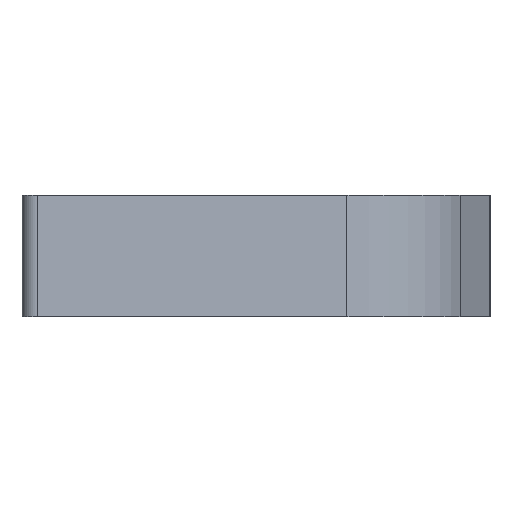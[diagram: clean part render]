
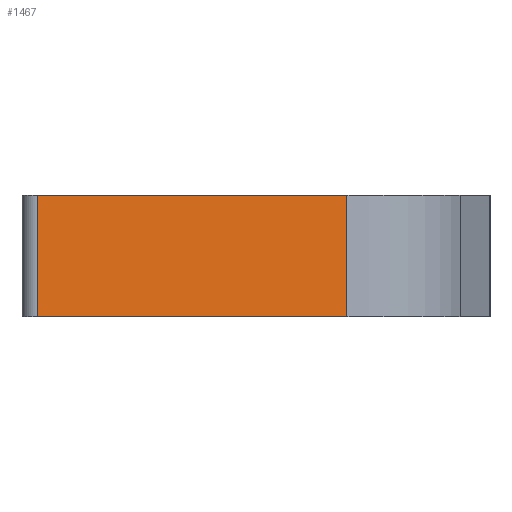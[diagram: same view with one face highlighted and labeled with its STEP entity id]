
A CAD part, front view. The second image highlights one B-rep face of the part: STEP entity #1467.
In plain terms, the highlighted planar face has unit normal (0.145, -0.989, 0).
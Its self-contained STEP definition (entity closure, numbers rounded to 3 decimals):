
#79 = FACE_OUTER_BOUND ( 'NONE', #3159, .T. ) ;
#393 = CARTESIAN_POINT ( 'NONE',  ( 86.92, 11.504, 17.5 ) ) ;
#820 = ORIENTED_EDGE ( 'NONE', *, *, #3372, .T. ) ;
#1243 = VECTOR ( 'NONE', #8215, 1000. ) ;
#1386 = CARTESIAN_POINT ( 'NONE',  ( 0.182, -1.239, 17.5 ) ) ;
#1460 = ORIENTED_EDGE ( 'NONE', *, *, #2497, .F. ) ;
#1467 = ADVANCED_FACE ( 'NONE', ( #79 ), #2978, .T. ) ;
#1542 = DIRECTION ( 'NONE',  ( 0.989, 0.145, 0. ) ) ;
#1572 = CARTESIAN_POINT ( 'NONE',  ( 86.92, 11.504, 17.5 ) ) ;
#2041 = CARTESIAN_POINT ( 'NONE',  ( 86.92, 11.504, 0. ) ) ;
#2124 = CARTESIAN_POINT ( 'NONE',  ( 42.31, 4.95, 17.5 ) ) ;
#2497 = EDGE_CURVE ( 'NONE', #2939, #7166, #8932, .T. ) ;
#2572 = EDGE_CURVE ( 'NONE', #7721, #5750, #5290, .T. ) ;
#2643 = ORIENTED_EDGE ( 'NONE', *, *, #2572, .T. ) ;
#2939 = VERTEX_POINT ( 'NONE', #393 ) ;
#2978 = PLANE ( 'NONE',  #5796 ) ;
#3159 = EDGE_LOOP ( 'NONE', ( #820, #2643, #8301, #1460 ) ) ;
#3372 = EDGE_CURVE ( 'NONE', #2939, #7721, #8691, .T. ) ;
#3670 = VECTOR ( 'NONE', #6048, 1000. ) ;
#3831 = VECTOR ( 'NONE', #9374, 1000. ) ;
#4328 = DIRECTION ( 'NONE',  ( -0.989, -0.145, 0. ) ) ;
#4446 = CARTESIAN_POINT ( 'NONE',  ( 0.182, -1.239, 17.5 ) ) ;
#4622 = CARTESIAN_POINT ( 'NONE',  ( 42.31, 4.95, 0. ) ) ;
#5290 = LINE ( 'NONE', #4622, #1243 ) ;
#5750 = VERTEX_POINT ( 'NONE', #6972 ) ;
#5796 = AXIS2_PLACEMENT_3D ( 'NONE', #4446, #8811, #1542 ) ;
#6048 = DIRECTION ( 'NONE',  ( 0., 0., -1. ) ) ;
#6528 = EDGE_CURVE ( 'NONE', #7166, #5750, #7744, .T. ) ;
#6972 = CARTESIAN_POINT ( 'NONE',  ( 42.31, 4.95, 0. ) ) ;
#7166 = VERTEX_POINT ( 'NONE', #2041 ) ;
#7201 = VECTOR ( 'NONE', #4328, 1000. ) ;
#7721 = VERTEX_POINT ( 'NONE', #2124 ) ;
#7744 = LINE ( 'NONE', #8513, #3831 ) ;
#8215 = DIRECTION ( 'NONE',  ( 0., 0., -1. ) ) ;
#8301 = ORIENTED_EDGE ( 'NONE', *, *, #6528, .F. ) ;
#8513 = CARTESIAN_POINT ( 'NONE',  ( 0.182, -1.239, 0. ) ) ;
#8691 = LINE ( 'NONE', #1386, #7201 ) ;
#8811 = DIRECTION ( 'NONE',  ( 0.145, -0.989, 0. ) ) ;
#8932 = LINE ( 'NONE', #1572, #3670 ) ;
#9374 = DIRECTION ( 'NONE',  ( -0.989, -0.145, 0. ) ) ;
